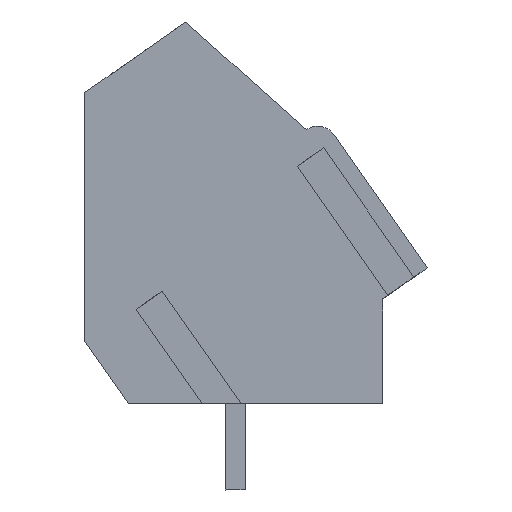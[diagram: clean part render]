
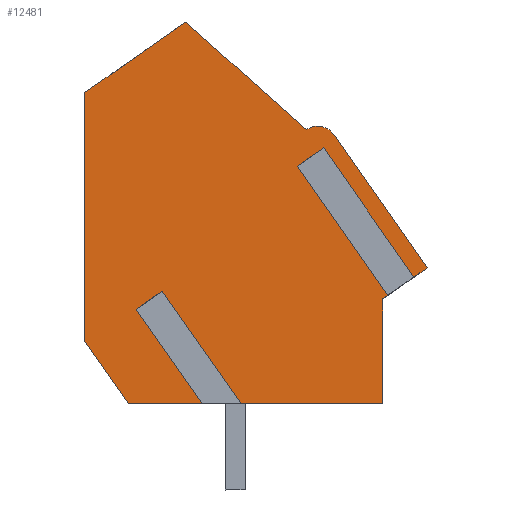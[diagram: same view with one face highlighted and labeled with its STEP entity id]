
A CAD part, left-side view. The second image highlights one B-rep face of the part: STEP entity #12481.
In plain terms, the highlighted planar face has unit normal (-1, 0, 0).
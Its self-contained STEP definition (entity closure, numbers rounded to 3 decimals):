
#12341=AXIS2_PLACEMENT_3D('Plane Axis2P3D',#12338,#12339,#12340) ;
#12403=AXIS2_PLACEMENT_3D('Circle Axis2P3D',#12401,#12402,$) ;
#12338=CARTESIAN_POINT('Axis2P3D Location',(0.55,13.9,0.)) ;
#12343=CARTESIAN_POINT('Line Origine',(0.55,4.87,3.5)) ;
#12347=CARTESIAN_POINT('Vertex',(0.55,7.94,3.5)) ;
#12349=CARTESIAN_POINT('Vertex',(0.55,1.8,3.5)) ;
#12352=CARTESIAN_POINT('Line Origine',(0.55,1.8,5.629)) ;
#12356=CARTESIAN_POINT('Vertex',(0.55,1.8,7.758)) ;
#12359=CARTESIAN_POINT('Line Origine',(0.55,1.568,7.92)) ;
#12363=CARTESIAN_POINT('Vertex',(0.55,1.336,8.083)) ;
#12366=CARTESIAN_POINT('Line Origine',(0.55,3.171,10.704)) ;
#12370=CARTESIAN_POINT('Vertex',(0.55,5.007,13.326)) ;
#12373=CARTESIAN_POINT('Line Origine',(0.55,4.736,13.515)) ;
#12377=CARTESIAN_POINT('Vertex',(0.55,4.465,13.705)) ;
#12380=CARTESIAN_POINT('Line Origine',(0.55,2.629,11.084)) ;
#12384=CARTESIAN_POINT('Vertex',(0.55,0.794,8.462)) ;
#12387=CARTESIAN_POINT('Line Origine',(0.55,0.397,8.74)) ;
#12391=CARTESIAN_POINT('Vertex',(0.55,0.,9.018)) ;
#12394=CARTESIAN_POINT('Line Origine',(0.55,1.893,11.722)) ;
#12398=CARTESIAN_POINT('Vertex',(0.55,3.786,14.425)) ;
#12401=CARTESIAN_POINT('Axis2P3D Location',(0.55,4.441,13.966)) ;
#12405=CARTESIAN_POINT('Vertex',(0.55,4.9,14.621)) ;
#12408=CARTESIAN_POINT('Line Origine',(0.55,7.352,16.811)) ;
#12412=CARTESIAN_POINT('Vertex',(0.55,9.804,19.)) ;
#12415=CARTESIAN_POINT('Line Origine',(0.55,11.852,17.566)) ;
#12419=CARTESIAN_POINT('Vertex',(0.55,13.9,16.132)) ;
#12422=CARTESIAN_POINT('Line Origine',(0.55,13.9,11.081)) ;
#12426=CARTESIAN_POINT('Vertex',(0.55,13.9,6.03)) ;
#12429=CARTESIAN_POINT('Line Origine',(0.55,13.014,4.765)) ;
#12433=CARTESIAN_POINT('Vertex',(0.55,12.128,3.5)) ;
#12436=CARTESIAN_POINT('Line Origine',(0.55,10.438,3.5)) ;
#12440=CARTESIAN_POINT('Vertex',(0.55,8.747,3.5)) ;
#12443=CARTESIAN_POINT('Line Origine',(0.55,10.154,5.508)) ;
#12447=CARTESIAN_POINT('Vertex',(0.55,11.56,7.516)) ;
#12450=CARTESIAN_POINT('Line Origine',(0.55,11.289,7.706)) ;
#12454=CARTESIAN_POINT('Vertex',(0.55,11.018,7.896)) ;
#12457=CARTESIAN_POINT('Line Origine',(0.55,9.479,5.698)) ;
#12339=DIRECTION('Axis2P3D Direction',(-1.,0.,0.)) ;
#12340=DIRECTION('Axis2P3D XDirection',(0.,-1.,0.)) ;
#12344=DIRECTION('Vector Direction',(0.,1.,0.)) ;
#12353=DIRECTION('Vector Direction',(0.,0.,-1.)) ;
#12360=DIRECTION('Vector Direction',(0.,0.819,-0.574)) ;
#12367=DIRECTION('Vector Direction',(0.,-0.574,-0.819)) ;
#12374=DIRECTION('Vector Direction',(0.,0.819,-0.574)) ;
#12381=DIRECTION('Vector Direction',(0.,-0.574,-0.819)) ;
#12388=DIRECTION('Vector Direction',(0.,0.819,-0.574)) ;
#12395=DIRECTION('Vector Direction',(0.,-0.574,-0.819)) ;
#12402=DIRECTION('Axis2P3D Direction',(-1.,0.,0.)) ;
#12409=DIRECTION('Vector Direction',(0.,-0.746,-0.666)) ;
#12416=DIRECTION('Vector Direction',(0.,-0.819,0.574)) ;
#12423=DIRECTION('Vector Direction',(0.,0.,1.)) ;
#12430=DIRECTION('Vector Direction',(0.,0.574,0.819)) ;
#12437=DIRECTION('Vector Direction',(0.,1.,0.)) ;
#12444=DIRECTION('Vector Direction',(0.,-0.574,-0.819)) ;
#12451=DIRECTION('Vector Direction',(0.,-0.819,0.574)) ;
#12458=DIRECTION('Vector Direction',(0.,-0.574,-0.819)) ;
#12345=VECTOR('Line Direction',#12344,1.) ;
#12354=VECTOR('Line Direction',#12353,1.) ;
#12361=VECTOR('Line Direction',#12360,1.) ;
#12368=VECTOR('Line Direction',#12367,1.) ;
#12375=VECTOR('Line Direction',#12374,1.) ;
#12382=VECTOR('Line Direction',#12381,1.) ;
#12389=VECTOR('Line Direction',#12388,1.) ;
#12396=VECTOR('Line Direction',#12395,1.) ;
#12410=VECTOR('Line Direction',#12409,1.) ;
#12417=VECTOR('Line Direction',#12416,1.) ;
#12424=VECTOR('Line Direction',#12423,1.) ;
#12431=VECTOR('Line Direction',#12430,1.) ;
#12438=VECTOR('Line Direction',#12437,1.) ;
#12445=VECTOR('Line Direction',#12444,1.) ;
#12452=VECTOR('Line Direction',#12451,1.) ;
#12459=VECTOR('Line Direction',#12458,1.) ;
#12463=ORIENTED_EDGE('',*,*,#12351,.T.) ;
#12464=ORIENTED_EDGE('',*,*,#12358,.T.) ;
#12465=ORIENTED_EDGE('',*,*,#12365,.T.) ;
#12466=ORIENTED_EDGE('',*,*,#12372,.F.) ;
#12467=ORIENTED_EDGE('',*,*,#12379,.F.) ;
#12468=ORIENTED_EDGE('',*,*,#12386,.T.) ;
#12469=ORIENTED_EDGE('',*,*,#12393,.T.) ;
#12470=ORIENTED_EDGE('',*,*,#12400,.T.) ;
#12471=ORIENTED_EDGE('',*,*,#12407,.T.) ;
#12472=ORIENTED_EDGE('',*,*,#12414,.T.) ;
#12473=ORIENTED_EDGE('',*,*,#12421,.T.) ;
#12474=ORIENTED_EDGE('',*,*,#12428,.T.) ;
#12475=ORIENTED_EDGE('',*,*,#12435,.T.) ;
#12476=ORIENTED_EDGE('',*,*,#12442,.T.) ;
#12477=ORIENTED_EDGE('',*,*,#12449,.F.) ;
#12478=ORIENTED_EDGE('',*,*,#12456,.F.) ;
#12479=ORIENTED_EDGE('',*,*,#12461,.T.) ;
#12481=ADVANCED_FACE('HOUSING',(#12480),#12342,.T.) ;
#12404=CIRCLE('generated circle',#12403,0.8) ;
#12351=EDGE_CURVE('',#12348,#12350,#12346,.F.) ;
#12358=EDGE_CURVE('',#12350,#12357,#12355,.F.) ;
#12365=EDGE_CURVE('',#12357,#12364,#12362,.F.) ;
#12372=EDGE_CURVE('',#12371,#12364,#12369,.T.) ;
#12379=EDGE_CURVE('',#12378,#12371,#12376,.T.) ;
#12386=EDGE_CURVE('',#12378,#12385,#12383,.T.) ;
#12393=EDGE_CURVE('',#12385,#12392,#12390,.F.) ;
#12400=EDGE_CURVE('',#12392,#12399,#12397,.F.) ;
#12407=EDGE_CURVE('',#12399,#12406,#12404,.T.) ;
#12414=EDGE_CURVE('',#12406,#12413,#12411,.F.) ;
#12421=EDGE_CURVE('',#12413,#12420,#12418,.F.) ;
#12428=EDGE_CURVE('',#12420,#12427,#12425,.F.) ;
#12435=EDGE_CURVE('',#12427,#12434,#12432,.F.) ;
#12442=EDGE_CURVE('',#12434,#12441,#12439,.F.) ;
#12449=EDGE_CURVE('',#12448,#12441,#12446,.T.) ;
#12456=EDGE_CURVE('',#12455,#12448,#12453,.F.) ;
#12461=EDGE_CURVE('',#12455,#12348,#12460,.T.) ;
#12462=EDGE_LOOP('',(#12463,#12464,#12465,#12466,#12467,#12468,#12469,#12470,#12471,#12472,#12473,#12474,#12475,#12476,#12477,#12478,#12479)) ;
#12480=FACE_OUTER_BOUND('',#12462,.T.) ;
#12346=LINE('Line',#12343,#12345) ;
#12355=LINE('Line',#12352,#12354) ;
#12362=LINE('Line',#12359,#12361) ;
#12369=LINE('Line',#12366,#12368) ;
#12376=LINE('Line',#12373,#12375) ;
#12383=LINE('Line',#12380,#12382) ;
#12390=LINE('Line',#12387,#12389) ;
#12397=LINE('Line',#12394,#12396) ;
#12411=LINE('Line',#12408,#12410) ;
#12418=LINE('Line',#12415,#12417) ;
#12425=LINE('Line',#12422,#12424) ;
#12432=LINE('Line',#12429,#12431) ;
#12439=LINE('Line',#12436,#12438) ;
#12446=LINE('Line',#12443,#12445) ;
#12453=LINE('Line',#12450,#12452) ;
#12460=LINE('Line',#12457,#12459) ;
#12342=PLANE('',#12341) ;
#12348=VERTEX_POINT('',#12347) ;
#12350=VERTEX_POINT('',#12349) ;
#12357=VERTEX_POINT('',#12356) ;
#12364=VERTEX_POINT('',#12363) ;
#12371=VERTEX_POINT('',#12370) ;
#12378=VERTEX_POINT('',#12377) ;
#12385=VERTEX_POINT('',#12384) ;
#12392=VERTEX_POINT('',#12391) ;
#12399=VERTEX_POINT('',#12398) ;
#12406=VERTEX_POINT('',#12405) ;
#12413=VERTEX_POINT('',#12412) ;
#12420=VERTEX_POINT('',#12419) ;
#12427=VERTEX_POINT('',#12426) ;
#12434=VERTEX_POINT('',#12433) ;
#12441=VERTEX_POINT('',#12440) ;
#12448=VERTEX_POINT('',#12447) ;
#12455=VERTEX_POINT('',#12454) ;
